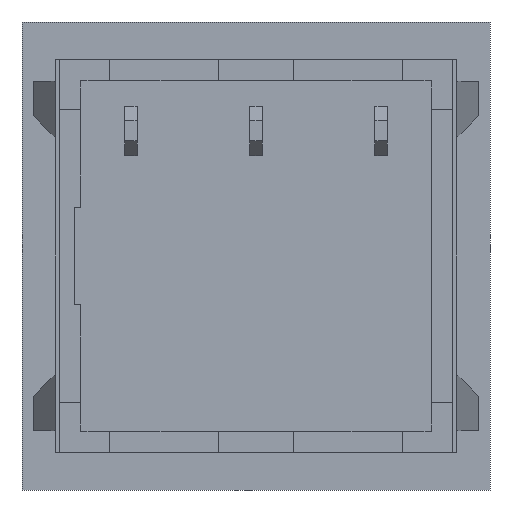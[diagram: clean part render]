
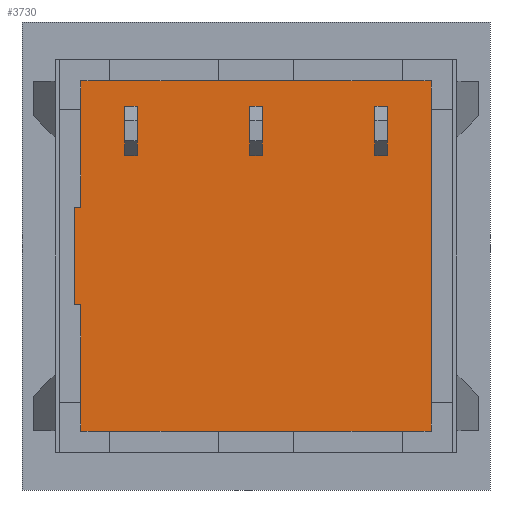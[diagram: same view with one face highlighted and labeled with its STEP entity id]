
A CAD part, front view. The second image highlights one B-rep face of the part: STEP entity #3730.
In plain terms, the highlighted face is planar.
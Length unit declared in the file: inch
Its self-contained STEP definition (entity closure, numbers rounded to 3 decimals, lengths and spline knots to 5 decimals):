
#268=FACE_OUTER_BOUND('',#465,.T.);
#465=EDGE_LOOP('',(#2854,#2855,#2856,#2857,#2858,#2859,#2860,#2861));
#756=LINE('',#5358,#1248);
#766=LINE('',#5378,#1258);
#787=LINE('',#5419,#1279);
#804=LINE('',#5452,#1296);
#806=LINE('',#5457,#1298);
#808=LINE('',#5461,#1300);
#810=LINE('',#5465,#1302);
#811=LINE('',#5467,#1303);
#1248=VECTOR('',#4346,0.56);
#1258=VECTOR('',#4362,0.202);
#1279=VECTOR('',#4397,0.56);
#1296=VECTOR('',#4434,0.56);
#1298=VECTOR('',#4440,0.01);
#1300=VECTOR('',#4444,0.156);
#1302=VECTOR('',#4448,0.01);
#1303=VECTOR('',#4451,0.202);
#1693=VERTEX_POINT('',#5355);
#1694=VERTEX_POINT('',#5357);
#1700=VERTEX_POINT('',#5375);
#1701=VERTEX_POINT('',#5377);
#1714=VERTEX_POINT('',#5418);
#1721=VERTEX_POINT('',#5455);
#1722=VERTEX_POINT('',#5459);
#1723=VERTEX_POINT('',#5463);
#2082=EDGE_CURVE('',#1694,#1693,#756,.T.);
#2092=EDGE_CURVE('',#1701,#1700,#766,.T.);
#2113=EDGE_CURVE('',#1714,#1694,#787,.T.);
#2130=EDGE_CURVE('',#1693,#1701,#804,.T.);
#2132=EDGE_CURVE('',#1700,#1721,#806,.T.);
#2134=EDGE_CURVE('',#1721,#1722,#808,.T.);
#2136=EDGE_CURVE('',#1722,#1723,#810,.T.);
#2137=EDGE_CURVE('',#1723,#1714,#811,.T.);
#2854=ORIENTED_EDGE('',*,*,#2132,.T.);
#2855=ORIENTED_EDGE('',*,*,#2134,.T.);
#2856=ORIENTED_EDGE('',*,*,#2136,.T.);
#2857=ORIENTED_EDGE('',*,*,#2137,.T.);
#2858=ORIENTED_EDGE('',*,*,#2113,.T.);
#2859=ORIENTED_EDGE('',*,*,#2082,.T.);
#2860=ORIENTED_EDGE('',*,*,#2130,.T.);
#2861=ORIENTED_EDGE('',*,*,#2092,.T.);
#3547=PLANE('',#3929);
#3730=ADVANCED_FACE('',(#268),#3547,.T.);
#3929=AXIS2_PLACEMENT_3D('',#5468,#4452,#4453);
#4346=DIRECTION('',(0.,0.,1.));
#4362=DIRECTION('',(0.,0.,-1.));
#4397=DIRECTION('',(0.,1.,0.));
#4434=DIRECTION('',(0.,-1.,0.));
#4440=DIRECTION('',(0.,-1.,0.));
#4444=DIRECTION('',(0.,0.,-1.));
#4448=DIRECTION('',(0.,1.,0.));
#4451=DIRECTION('',(0.,0.,-1.));
#4452=DIRECTION('center_axis',(1.,0.,0.));
#4453=DIRECTION('ref_axis',(0.,0.,-1.));
#5355=CARTESIAN_POINT('',(0.01,0.28,0.28));
#5357=CARTESIAN_POINT('',(0.01,0.28,-0.28));
#5358=CARTESIAN_POINT('',(0.01,0.28,-0.28));
#5375=CARTESIAN_POINT('',(0.01,-0.28,0.078));
#5377=CARTESIAN_POINT('',(0.01,-0.28,0.28));
#5378=CARTESIAN_POINT('',(0.01,-0.28,0.28));
#5418=CARTESIAN_POINT('',(0.01,-0.28,-0.28));
#5419=CARTESIAN_POINT('',(0.01,-0.28,-0.28));
#5452=CARTESIAN_POINT('',(0.01,0.28,0.28));
#5455=CARTESIAN_POINT('',(0.01,-0.29,0.078));
#5457=CARTESIAN_POINT('',(0.01,-0.28,0.078));
#5459=CARTESIAN_POINT('',(0.01,-0.29,-0.078));
#5461=CARTESIAN_POINT('',(0.01,-0.29,0.078));
#5463=CARTESIAN_POINT('',(0.01,-0.28,-0.078));
#5465=CARTESIAN_POINT('',(0.01,-0.29,-0.078));
#5467=CARTESIAN_POINT('',(0.01,-0.28,-0.078));
#5468=CARTESIAN_POINT('Origin',(0.01,-0.00321,0.));
